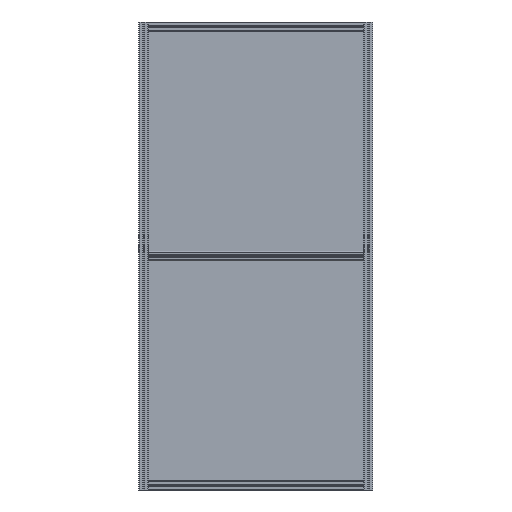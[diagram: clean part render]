
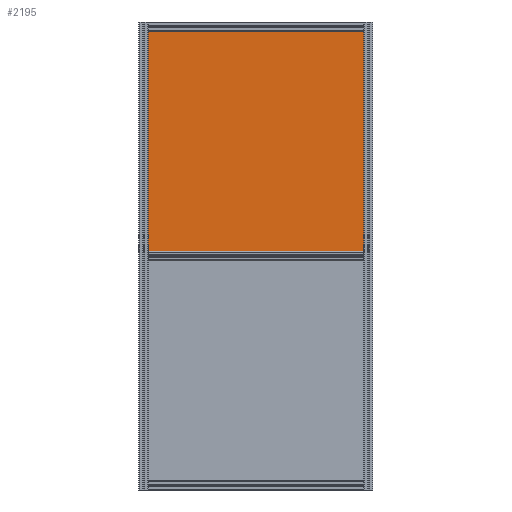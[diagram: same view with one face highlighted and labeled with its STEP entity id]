
A CAD part, front view. The second image highlights one B-rep face of the part: STEP entity #2195.
In plain terms, the highlighted face is planar.
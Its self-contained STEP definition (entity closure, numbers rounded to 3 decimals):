
#2195=ADVANCED_FACE('',(#3642),#3643,.T.);
#3642=FACE_OUTER_BOUND('',#6647,.T.);
#3643=PLANE('',#6648);
#6647=EDGE_LOOP('',(#9671,#9672,#9673,#9674));
#6648=AXIS2_PLACEMENT_3D('',#9675,#9676,#9677);
#9671=ORIENTED_EDGE('',*,*,#22340,.F.);
#9672=ORIENTED_EDGE('',*,*,#22338,.F.);
#9673=ORIENTED_EDGE('',*,*,#22332,.F.);
#9674=ORIENTED_EDGE('',*,*,#22335,.F.);
#9675=CARTESIAN_POINT('',(0.0,0.0,-2.0));
#9676=DIRECTION('',(0.0,0.0,-1.0));
#9677=DIRECTION('',(-1.0,0.0,0.0));
#22332=EDGE_CURVE('',#26555,#26550,#26557,.T.);
#22335=EDGE_CURVE('',#26560,#26555,#26562,.T.);
#22338=EDGE_CURVE('',#26550,#26563,#26567,.T.);
#22340=EDGE_CURVE('',#26563,#26560,#26569,.T.);
#26550=VERTEX_POINT('',#33600);
#26555=VERTEX_POINT('',#33607);
#26557=LINE('',#33610,#33611);
#26560=VERTEX_POINT('',#33615);
#26562=LINE('',#33618,#33619);
#26563=VERTEX_POINT('',#33620);
#26567=LINE('',#33626,#33627);
#26569=LINE('',#33630,#33631);
#33600=CARTESIAN_POINT('',(-470.0,-480.0,-2.0));
#33607=CARTESIAN_POINT('',(-470.0,480.0,-2.0));
#33610=CARTESIAN_POINT('',(-470.0,0.0,-2.0));
#33611=VECTOR('',#45860,1.0);
#33615=CARTESIAN_POINT('',(470.0,480.0,-2.0));
#33618=CARTESIAN_POINT('',(0.0,480.0,-2.0));
#33619=VECTOR('',#45863,1.0);
#33620=CARTESIAN_POINT('',(470.0,-480.0,-2.0));
#33626=CARTESIAN_POINT('',(0.0,-480.0,-2.0));
#33627=VECTOR('',#45866,1.0);
#33630=CARTESIAN_POINT('',(470.0,0.0,-2.0));
#33631=VECTOR('',#45868,1.0);
#45860=DIRECTION('',(0.0,-1.0,0.0));
#45863=DIRECTION('',(-1.0,0.0,0.0));
#45866=DIRECTION('',(1.0,0.0,0.0));
#45868=DIRECTION('',(0.0,1.0,0.0));
